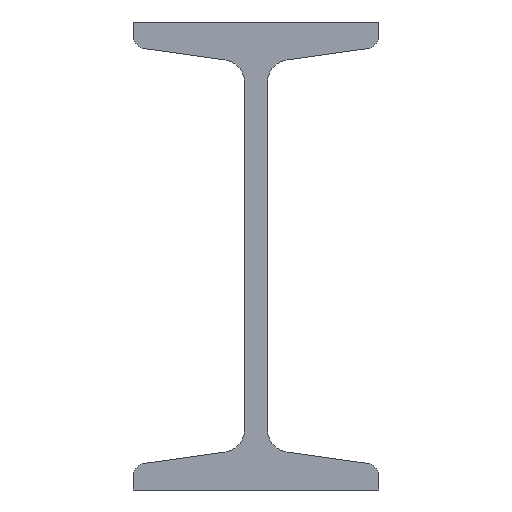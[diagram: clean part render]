
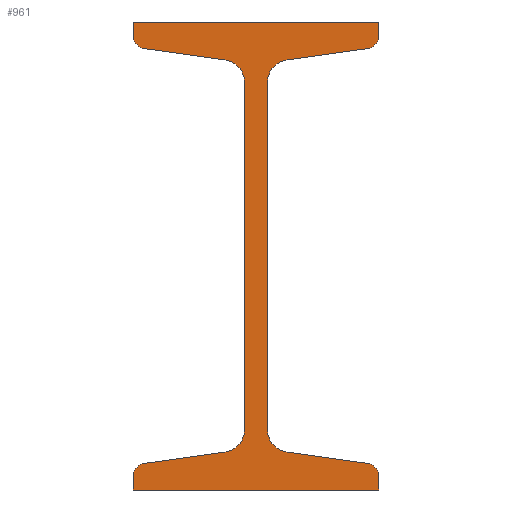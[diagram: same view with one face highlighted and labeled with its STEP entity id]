
A CAD part, front view. The second image highlights one B-rep face of the part: STEP entity #961.
In plain terms, the highlighted planar face has unit normal (0, -1, 0).
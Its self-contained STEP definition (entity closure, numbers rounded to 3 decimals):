
#2=DIRECTION('',(0.,0.,1.));
#3=VECTOR('',#2,2.267);
#4=CARTESIAN_POINT('',(-21.,0.,-40.));
#5=LINE('',#4,#3);
#6=CARTESIAN_POINT('',(-18.7,0.,-37.733));
#7=DIRECTION('',(0.,1.,0.));
#8=DIRECTION('',(-1.,0.,0.));
#9=AXIS2_PLACEMENT_3D('',#6,#7,#8);
#11=DIRECTION('',(0.99,0.,0.139));
#12=VECTOR('',#11,13.848);
#13=CARTESIAN_POINT('',(-19.02,0.,-35.455));
#14=LINE('',#13,#12);
#15=CARTESIAN_POINT('',(-5.85,0.,-29.666));
#16=DIRECTION('',(0.,-1.,0.));
#17=DIRECTION('',(0.139,0.,-0.99));
#18=AXIS2_PLACEMENT_3D('',#15,#16,#17);
#20=DIRECTION('',(0.,0.,1.));
#21=VECTOR('',#20,59.332);
#22=CARTESIAN_POINT('',(-1.95,0.,-29.666));
#23=LINE('',#22,#21);
#24=CARTESIAN_POINT('',(-5.85,0.,29.666));
#25=DIRECTION('',(0.,-1.,0.));
#26=DIRECTION('',(1.,0.,0.));
#27=AXIS2_PLACEMENT_3D('',#24,#25,#26);
#29=DIRECTION('',(-0.99,0.,0.139));
#30=VECTOR('',#29,13.848);
#31=CARTESIAN_POINT('',(-5.307,0.,33.528));
#32=LINE('',#31,#30);
#33=CARTESIAN_POINT('',(-18.7,0.,37.733));
#34=DIRECTION('',(0.,1.,0.));
#35=DIRECTION('',(-0.139,0.,-0.99));
#36=AXIS2_PLACEMENT_3D('',#33,#34,#35);
#38=DIRECTION('',(0.,0.,1.));
#39=VECTOR('',#38,2.267);
#40=CARTESIAN_POINT('',(-21.,0.,37.733));
#41=LINE('',#40,#39);
#42=DIRECTION('',(1.,0.,0.));
#43=VECTOR('',#42,42.);
#44=CARTESIAN_POINT('',(-21.,0.,40.));
#45=LINE('',#44,#43);
#46=DIRECTION('',(0.,0.,-1.));
#47=VECTOR('',#46,2.267);
#48=CARTESIAN_POINT('',(21.,0.,40.));
#49=LINE('',#48,#47);
#50=CARTESIAN_POINT('',(18.7,0.,37.733));
#51=DIRECTION('',(0.,1.,0.));
#52=DIRECTION('',(1.,0.,0.));
#53=AXIS2_PLACEMENT_3D('',#50,#51,#52);
#55=DIRECTION('',(-0.99,0.,-0.139));
#56=VECTOR('',#55,13.848);
#57=CARTESIAN_POINT('',(19.02,0.,35.455));
#58=LINE('',#57,#56);
#59=CARTESIAN_POINT('',(5.85,0.,29.666));
#60=DIRECTION('',(0.,-1.,0.));
#61=DIRECTION('',(-0.139,0.,0.99));
#62=AXIS2_PLACEMENT_3D('',#59,#60,#61);
#64=DIRECTION('',(0.,0.,-1.));
#65=VECTOR('',#64,59.332);
#66=CARTESIAN_POINT('',(1.95,0.,29.666));
#67=LINE('',#66,#65);
#68=CARTESIAN_POINT('',(5.85,0.,-29.666));
#69=DIRECTION('',(0.,-1.,0.));
#70=DIRECTION('',(-1.,0.,0.));
#71=AXIS2_PLACEMENT_3D('',#68,#69,#70);
#73=DIRECTION('',(0.99,0.,-0.139));
#74=VECTOR('',#73,13.848);
#75=CARTESIAN_POINT('',(5.307,0.,-33.528));
#76=LINE('',#75,#74);
#77=CARTESIAN_POINT('',(18.7,0.,-37.733));
#78=DIRECTION('',(0.,1.,0.));
#79=DIRECTION('',(0.139,0.,0.99));
#80=AXIS2_PLACEMENT_3D('',#77,#78,#79);
#82=DIRECTION('',(0.,0.,-1.));
#83=VECTOR('',#82,2.267);
#84=CARTESIAN_POINT('',(21.,0.,-37.733));
#85=LINE('',#84,#83);
#86=DIRECTION('',(-1.,0.,0.));
#87=VECTOR('',#86,42.);
#88=CARTESIAN_POINT('',(21.,0.,-40.));
#89=LINE('',#88,#87);
#690=CARTESIAN_POINT('',(-21.,0.,-40.));
#691=CARTESIAN_POINT('',(-21.,0.,-37.733));
#692=VERTEX_POINT('',#690);
#693=VERTEX_POINT('',#691);
#694=CARTESIAN_POINT('',(-19.02,0.,-35.455));
#695=VERTEX_POINT('',#694);
#696=CARTESIAN_POINT('',(-5.307,0.,-33.528));
#697=VERTEX_POINT('',#696);
#698=CARTESIAN_POINT('',(-1.95,0.,-29.666));
#699=VERTEX_POINT('',#698);
#700=CARTESIAN_POINT('',(-1.95,0.,29.666));
#701=VERTEX_POINT('',#700);
#702=CARTESIAN_POINT('',(-5.307,0.,33.528));
#703=VERTEX_POINT('',#702);
#704=CARTESIAN_POINT('',(-19.02,0.,35.455));
#705=VERTEX_POINT('',#704);
#706=CARTESIAN_POINT('',(-21.,0.,37.733));
#707=VERTEX_POINT('',#706);
#708=CARTESIAN_POINT('',(-21.,0.,40.));
#709=VERTEX_POINT('',#708);
#710=CARTESIAN_POINT('',(21.,0.,40.));
#711=VERTEX_POINT('',#710);
#712=CARTESIAN_POINT('',(21.,0.,37.733));
#713=VERTEX_POINT('',#712);
#714=CARTESIAN_POINT('',(19.02,0.,35.455));
#715=VERTEX_POINT('',#714);
#716=CARTESIAN_POINT('',(5.307,0.,33.528));
#717=VERTEX_POINT('',#716);
#718=CARTESIAN_POINT('',(1.95,0.,29.666));
#719=VERTEX_POINT('',#718);
#720=CARTESIAN_POINT('',(1.95,0.,-29.666));
#721=VERTEX_POINT('',#720);
#722=CARTESIAN_POINT('',(5.307,0.,-33.528));
#723=VERTEX_POINT('',#722);
#724=CARTESIAN_POINT('',(19.02,0.,-35.455));
#725=VERTEX_POINT('',#724);
#726=CARTESIAN_POINT('',(21.,0.,-37.733));
#727=VERTEX_POINT('',#726);
#728=CARTESIAN_POINT('',(21.,0.,-40.));
#729=VERTEX_POINT('',#728);
#914=CARTESIAN_POINT('',(0.,0.,0.));
#915=DIRECTION('',(0.,1.,0.));
#916=DIRECTION('',(1.,0.,0.));
#917=AXIS2_PLACEMENT_3D('',#914,#915,#916);
#918=PLANE('',#917);
#920=ORIENTED_EDGE('',*,*,#919,.T.);
#922=ORIENTED_EDGE('',*,*,#921,.T.);
#924=ORIENTED_EDGE('',*,*,#923,.T.);
#926=ORIENTED_EDGE('',*,*,#925,.T.);
#928=ORIENTED_EDGE('',*,*,#927,.T.);
#930=ORIENTED_EDGE('',*,*,#929,.T.);
#932=ORIENTED_EDGE('',*,*,#931,.T.);
#934=ORIENTED_EDGE('',*,*,#933,.T.);
#936=ORIENTED_EDGE('',*,*,#935,.T.);
#938=ORIENTED_EDGE('',*,*,#937,.T.);
#940=ORIENTED_EDGE('',*,*,#939,.T.);
#942=ORIENTED_EDGE('',*,*,#941,.T.);
#944=ORIENTED_EDGE('',*,*,#943,.T.);
#946=ORIENTED_EDGE('',*,*,#945,.T.);
#948=ORIENTED_EDGE('',*,*,#947,.T.);
#950=ORIENTED_EDGE('',*,*,#949,.T.);
#952=ORIENTED_EDGE('',*,*,#951,.T.);
#954=ORIENTED_EDGE('',*,*,#953,.T.);
#956=ORIENTED_EDGE('',*,*,#955,.T.);
#958=ORIENTED_EDGE('',*,*,#957,.T.);
#959=EDGE_LOOP('',(#920,#922,#924,#926,#928,#930,#932,#934,#936,#938,#940,#942,
#944,#946,#948,#950,#952,#954,#956,#958));
#960=FACE_OUTER_BOUND('',#959,.F.);
#961=ADVANCED_FACE('',(#960),#918,.F.);
#10=CIRCLE('',#9,2.3);
#19=CIRCLE('',#18,3.9);
#28=CIRCLE('',#27,3.9);
#37=CIRCLE('',#36,2.3);
#54=CIRCLE('',#53,2.3);
#63=CIRCLE('',#62,3.9);
#72=CIRCLE('',#71,3.9);
#81=CIRCLE('',#80,2.3);
#919=EDGE_CURVE('',#692,#693,#5,.T.);
#921=EDGE_CURVE('',#693,#695,#10,.T.);
#923=EDGE_CURVE('',#695,#697,#14,.T.);
#925=EDGE_CURVE('',#697,#699,#19,.T.);
#927=EDGE_CURVE('',#699,#701,#23,.T.);
#929=EDGE_CURVE('',#701,#703,#28,.T.);
#931=EDGE_CURVE('',#703,#705,#32,.T.);
#933=EDGE_CURVE('',#705,#707,#37,.T.);
#935=EDGE_CURVE('',#707,#709,#41,.T.);
#937=EDGE_CURVE('',#709,#711,#45,.T.);
#939=EDGE_CURVE('',#711,#713,#49,.T.);
#941=EDGE_CURVE('',#713,#715,#54,.T.);
#943=EDGE_CURVE('',#715,#717,#58,.T.);
#945=EDGE_CURVE('',#717,#719,#63,.T.);
#947=EDGE_CURVE('',#719,#721,#67,.T.);
#949=EDGE_CURVE('',#721,#723,#72,.T.);
#951=EDGE_CURVE('',#723,#725,#76,.T.);
#953=EDGE_CURVE('',#725,#727,#81,.T.);
#955=EDGE_CURVE('',#727,#729,#85,.T.);
#957=EDGE_CURVE('',#729,#692,#89,.T.);
